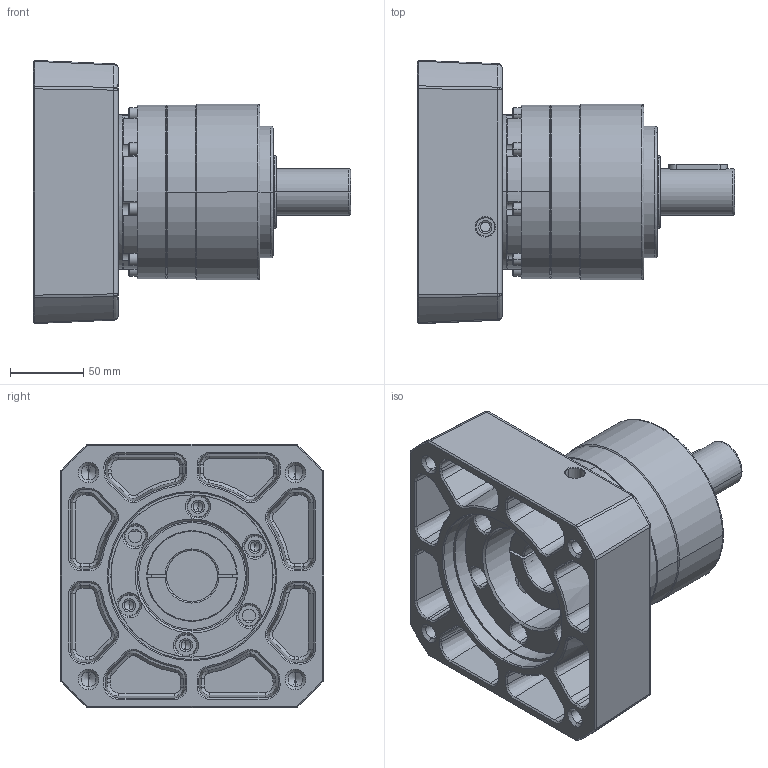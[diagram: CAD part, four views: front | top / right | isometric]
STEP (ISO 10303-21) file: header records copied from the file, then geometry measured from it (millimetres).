
FILE_DESCRIPTION (( 'STEP AP214' ), '1' );
FILE_NAME ('PE120-L1-35-114.3-200M12.STEP', '2024-01-06T05:14:43', ( 'admin' ), ( '' ), 'SwSTEP 2.0', 'SolidWorks 2013', '' );
FILE_SCHEMA (( 'AUTOMOTIVE_DESIGN' ));
Length unit declared in the file: millimetre
Products named in the file (4): PE120; PB115-114.3-200M12-82; PB115_X2_58F34F537AEF_X0_; PE120-L1-35-114.3-200M12
Assembly tree (3 placements, depth 2):
  PE120-L1-35-114.3-200M12
    PB115_X2_58F34F537AEF_X0_
    PB115-114.3-200M12-82
    PE120
Bounding box: 217 x 180 x 180 mm (x, y, z)
Volume: 2133948.5 mm3; surface area: 276592.9 mm2
Topology: 3 solids, 3 shells, 808 faces, 1981 edges, 1165 vertices
Faces by surface type: cone 351, plane 200, cylinder 186, bspline 71
Entity records: 35330 total; most frequent: CARTESIAN_POINT 7839, DIRECTION 3968, ORIENTED_EDGE 3782, EDGE_CURVE 1891, AXIS2_PLACEMENT_3D 1544, VERTEX_POINT 1159, EDGE_LOOP 904, VECTOR 880
